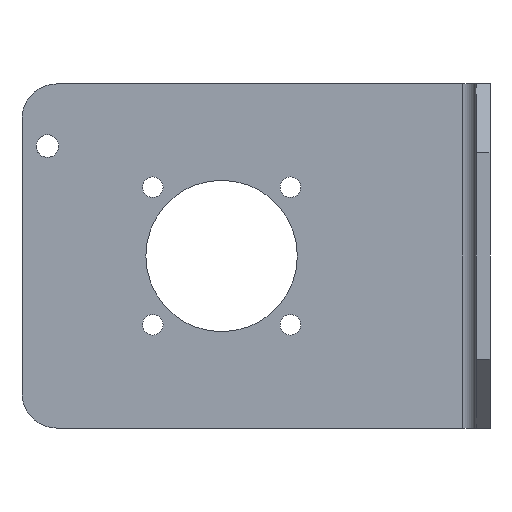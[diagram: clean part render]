
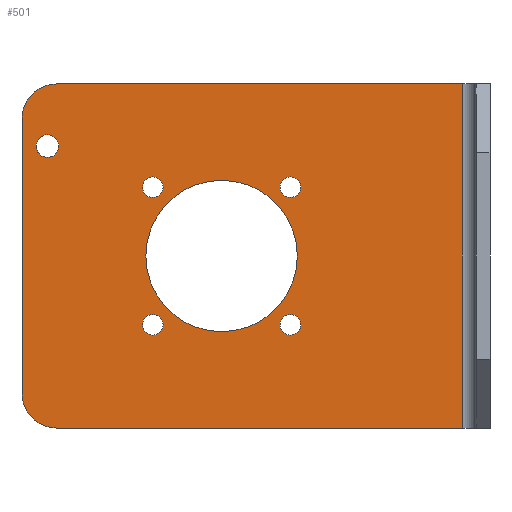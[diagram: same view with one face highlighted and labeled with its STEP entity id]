
A CAD part, front view. The second image highlights one B-rep face of the part: STEP entity #501.
In plain terms, the highlighted planar face has unit normal (0, -1, 0).
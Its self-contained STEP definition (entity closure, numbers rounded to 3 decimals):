
#36=FACE_BOUND('',#142,.T.);
#37=FACE_BOUND('',#143,.T.);
#38=FACE_BOUND('',#144,.T.);
#39=FACE_BOUND('',#145,.T.);
#40=FACE_BOUND('',#146,.T.);
#41=FACE_BOUND('',#147,.T.);
#59=CIRCLE('',#558,11.);
#60=CIRCLE('',#560,1.5);
#61=CIRCLE('',#562,1.5);
#62=CIRCLE('',#564,1.5);
#63=CIRCLE('',#566,1.5);
#64=CIRCLE('',#568,5.);
#65=CIRCLE('',#571,5.);
#79=PLANE('',#573);
#105=FACE_OUTER_BOUND('',#141,.T.);
#141=EDGE_LOOP('',(#462,#463,#464,#465,#466,#467));
#142=EDGE_LOOP('',(#468,#469));
#143=EDGE_LOOP('',(#470));
#144=EDGE_LOOP('',(#471));
#145=EDGE_LOOP('',(#472));
#146=EDGE_LOOP('',(#473));
#147=EDGE_LOOP('',(#474));
#172=LINE('',#814,#212);
#175=LINE('',#820,#215);
#185=LINE('',#866,#225);
#187=LINE('',#872,#227);
#212=VECTOR('',#652,10.);
#215=VECTOR('',#657,10.);
#225=VECTOR('',#709,10.);
#227=VECTOR('',#717,10.);
#228=ELLIPSE('',#522,1.65,1.642);
#229=ELLIPSE('',#523,1.65,1.642);
#231=VERTEX_POINT('',#739);
#232=VERTEX_POINT('',#740);
#254=VERTEX_POINT('',#805);
#255=VERTEX_POINT('',#809);
#257=VERTEX_POINT('',#818);
#266=VERTEX_POINT('',#840);
#267=VERTEX_POINT('',#844);
#268=VERTEX_POINT('',#848);
#269=VERTEX_POINT('',#852);
#270=VERTEX_POINT('',#856);
#271=VERTEX_POINT('',#860);
#272=VERTEX_POINT('',#864);
#273=VERTEX_POINT('',#868);
#274=EDGE_CURVE('',#231,#232,#228,.T.);
#275=EDGE_CURVE('',#232,#231,#229,.T.);
#311=EDGE_CURVE('',#254,#255,#172,.T.);
#314=EDGE_CURVE('',#257,#255,#175,.T.);
#324=EDGE_CURVE('',#266,#266,#59,.T.);
#326=EDGE_CURVE('',#267,#267,#60,.T.);
#328=EDGE_CURVE('',#268,#268,#61,.T.);
#330=EDGE_CURVE('',#269,#269,#62,.T.);
#332=EDGE_CURVE('',#270,#270,#63,.T.);
#335=EDGE_CURVE('',#271,#257,#64,.T.);
#337=EDGE_CURVE('',#272,#271,#185,.T.);
#339=EDGE_CURVE('',#273,#272,#65,.T.);
#340=EDGE_CURVE('',#254,#273,#187,.T.);
#462=ORIENTED_EDGE('',*,*,#311,.T.);
#463=ORIENTED_EDGE('',*,*,#314,.F.);
#464=ORIENTED_EDGE('',*,*,#335,.F.);
#465=ORIENTED_EDGE('',*,*,#337,.F.);
#466=ORIENTED_EDGE('',*,*,#339,.F.);
#467=ORIENTED_EDGE('',*,*,#340,.F.);
#468=ORIENTED_EDGE('',*,*,#274,.T.);
#469=ORIENTED_EDGE('',*,*,#275,.T.);
#470=ORIENTED_EDGE('',*,*,#324,.T.);
#471=ORIENTED_EDGE('',*,*,#326,.T.);
#472=ORIENTED_EDGE('',*,*,#328,.T.);
#473=ORIENTED_EDGE('',*,*,#330,.T.);
#474=ORIENTED_EDGE('',*,*,#332,.T.);
#501=ADVANCED_FACE('',(#105,#36,#37,#38,#39,#40,#41),#79,.F.);
#522=AXIS2_PLACEMENT_3D('',#741,#576,#577);
#523=AXIS2_PLACEMENT_3D('',#742,#578,#579);
#558=AXIS2_PLACEMENT_3D('',#841,#678,#679);
#560=AXIS2_PLACEMENT_3D('',#845,#683,#684);
#562=AXIS2_PLACEMENT_3D('',#849,#688,#689);
#564=AXIS2_PLACEMENT_3D('',#853,#693,#694);
#566=AXIS2_PLACEMENT_3D('',#857,#698,#699);
#568=AXIS2_PLACEMENT_3D('',#862,#704,#705);
#571=AXIS2_PLACEMENT_3D('',#870,#713,#714);
#573=AXIS2_PLACEMENT_3D('',#873,#718,#719);
#576=DIRECTION('center_axis',(0.,1.,0.));
#577=DIRECTION('ref_axis',(0.,0.,1.));
#578=DIRECTION('center_axis',(0.,1.,0.));
#579=DIRECTION('ref_axis',(0.,0.,1.));
#652=DIRECTION('',(0.,0.,1.));
#657=DIRECTION('',(1.,0.,0.));
#678=DIRECTION('center_axis',(0.,1.,0.));
#679=DIRECTION('ref_axis',(1.,0.,0.));
#683=DIRECTION('center_axis',(0.,1.,0.));
#684=DIRECTION('ref_axis',(1.,0.,0.));
#688=DIRECTION('center_axis',(0.,1.,0.));
#689=DIRECTION('ref_axis',(1.,0.,0.));
#693=DIRECTION('center_axis',(0.,1.,0.));
#694=DIRECTION('ref_axis',(1.,0.,0.));
#698=DIRECTION('center_axis',(0.,1.,0.));
#699=DIRECTION('ref_axis',(1.,0.,0.));
#704=DIRECTION('center_axis',(0.,1.,0.));
#705=DIRECTION('ref_axis',(-1.,0.,0.));
#709=DIRECTION('',(0.,0.,1.));
#713=DIRECTION('center_axis',(0.,1.,0.));
#714=DIRECTION('ref_axis',(0.,0.,-1.));
#717=DIRECTION('',(-1.,0.,0.));
#718=DIRECTION('center_axis',(0.,1.,0.));
#719=DIRECTION('ref_axis',(0.,0.,1.));
#739=CARTESIAN_POINT('',(-30.31,0.,17.619));
#740=CARTESIAN_POINT('',(-30.31,0.,14.319));
#741=CARTESIAN_POINT('Origin',(-30.31,0.,15.969));
#742=CARTESIAN_POINT('Origin',(-30.31,0.,15.969));
#805=CARTESIAN_POINT('',(30.,0.,-25.));
#809=CARTESIAN_POINT('',(30.,0.,25.));
#814=CARTESIAN_POINT('',(30.,0.,12.5));
#818=CARTESIAN_POINT('',(-29.,0.,25.));
#820=CARTESIAN_POINT('',(-29.,0.,25.));
#840=CARTESIAN_POINT('',(-16.,0.,0.));
#841=CARTESIAN_POINT('Origin',(-5.,0.,0.));
#844=CARTESIAN_POINT('',(3.5,0.,-10.));
#845=CARTESIAN_POINT('Origin',(5.,0.,-10.));
#848=CARTESIAN_POINT('',(-16.5,0.,-10.));
#849=CARTESIAN_POINT('Origin',(-15.,0.,-10.));
#852=CARTESIAN_POINT('',(3.5,0.,10.));
#853=CARTESIAN_POINT('Origin',(5.,0.,10.));
#856=CARTESIAN_POINT('',(-16.5,0.,10.));
#857=CARTESIAN_POINT('Origin',(-15.,0.,10.));
#860=CARTESIAN_POINT('',(-34.,0.,20.));
#862=CARTESIAN_POINT('Origin',(-29.,0.,20.));
#864=CARTESIAN_POINT('',(-34.,0.,-20.));
#866=CARTESIAN_POINT('',(-34.,0.,-20.));
#868=CARTESIAN_POINT('',(-29.,0.,-25.));
#870=CARTESIAN_POINT('Origin',(-29.,0.,-20.));
#872=CARTESIAN_POINT('',(34.,0.,-25.));
#873=CARTESIAN_POINT('Origin',(0.65,0.,0.));
